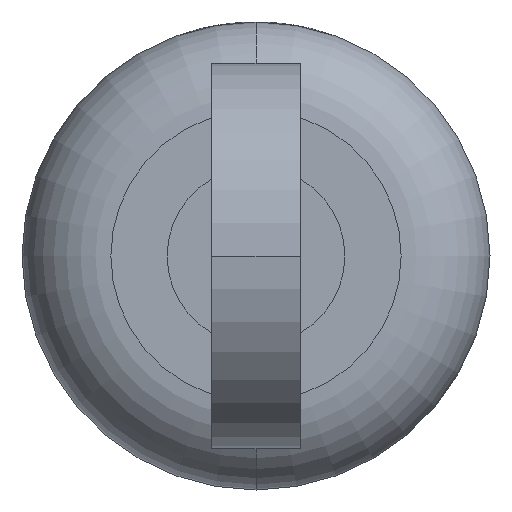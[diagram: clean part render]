
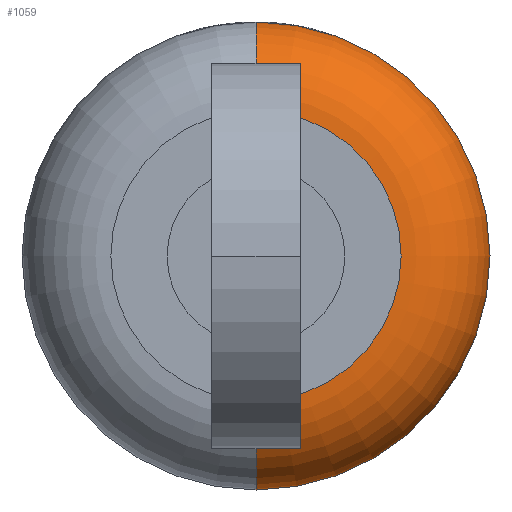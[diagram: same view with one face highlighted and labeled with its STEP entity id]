
A CAD part, front view. The second image highlights one B-rep face of the part: STEP entity #1059.
In plain terms, the highlighted toroidal (fillet/blend) face has major radius 4.9 mm and minor radius 3 mm.
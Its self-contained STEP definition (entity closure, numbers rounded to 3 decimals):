
#18 = ORIENTED_EDGE ( 'NONE', *, *, #1125, .F. ) ;
#21 = CARTESIAN_POINT ( 'NONE',  ( 0., -50., -4.9 ) ) ;
#39 = ORIENTED_EDGE ( 'NONE', *, *, #1111, .T. ) ;
#90 = VERTEX_POINT ( 'NONE', #299 ) ;
#113 = FACE_OUTER_BOUND ( 'NONE', #579, .T. ) ;
#123 = EDGE_CURVE ( 'NONE', #319, #769, #1064, .T. ) ;
#195 = CIRCLE ( 'NONE', #994, 3. ) ;
#268 = ORIENTED_EDGE ( 'NONE', *, *, #123, .T. ) ;
#287 = DIRECTION ( 'NONE',  ( 1., 0., 0. ) ) ;
#293 = ORIENTED_EDGE ( 'NONE', *, *, #827, .F. ) ;
#296 = CARTESIAN_POINT ( 'NONE',  ( 0., -50., 0. ) ) ;
#299 = CARTESIAN_POINT ( 'NONE',  ( 0., -47., 7.9 ) ) ;
#319 = VERTEX_POINT ( 'NONE', #21 ) ;
#356 = TOROIDAL_SURFACE ( 'NONE', #939, 4.9, 3. ) ;
#359 = DIRECTION ( 'NONE',  ( 0., 0., 1. ) ) ;
#369 = CARTESIAN_POINT ( 'NONE',  ( 0., -50., 4.9 ) ) ;
#395 = DIRECTION ( 'NONE',  ( 0., 0., -1. ) ) ;
#407 = DIRECTION ( 'NONE',  ( 0., 1., 0. ) ) ;
#570 = AXIS2_PLACEMENT_3D ( 'NONE', #296, #407, #728 ) ;
#579 = EDGE_LOOP ( 'NONE', ( #39, #268, #18, #293 ) ) ;
#631 = CARTESIAN_POINT ( 'NONE',  ( 0., -47., 0. ) ) ;
#682 = DIRECTION ( 'NONE',  ( 0., 1., 0. ) ) ;
#709 = DIRECTION ( 'NONE',  ( -1., 0., 0. ) ) ;
#728 = DIRECTION ( 'NONE',  ( 0., 0., 1. ) ) ;
#754 = DIRECTION ( 'NONE',  ( 0., 1., 0. ) ) ;
#769 = VERTEX_POINT ( 'NONE', #917 ) ;
#825 = CIRCLE ( 'NONE', #570, 4.9 ) ;
#827 = EDGE_CURVE ( 'NONE', #1245, #90, #195, .T. ) ;
#842 = AXIS2_PLACEMENT_3D ( 'NONE', #1163, #287, #395 ) ;
#917 = CARTESIAN_POINT ( 'NONE',  ( 0., -47., -7.9 ) ) ;
#939 = AXIS2_PLACEMENT_3D ( 'NONE', #631, #754, #359 ) ;
#994 = AXIS2_PLACEMENT_3D ( 'NONE', #1178, #709, #1003 ) ;
#1003 = DIRECTION ( 'NONE',  ( 0., 0., 1. ) ) ;
#1059 = ADVANCED_FACE ( 'NONE', ( #113 ), #356, .T. ) ;
#1064 = CIRCLE ( 'NONE', #842, 3. ) ;
#1095 = CIRCLE ( 'NONE', #1176, 7.9 ) ;
#1111 = EDGE_CURVE ( 'NONE', #1245, #319, #825, .T. ) ;
#1125 = EDGE_CURVE ( 'NONE', #90, #769, #1095, .T. ) ;
#1151 = CARTESIAN_POINT ( 'NONE',  ( 0., -47., 0. ) ) ;
#1163 = CARTESIAN_POINT ( 'NONE',  ( 0., -47., -4.9 ) ) ;
#1176 = AXIS2_PLACEMENT_3D ( 'NONE', #1151, #682, #1240 ) ;
#1178 = CARTESIAN_POINT ( 'NONE',  ( 0., -47., 4.9 ) ) ;
#1240 = DIRECTION ( 'NONE',  ( 0., 0., 1. ) ) ;
#1245 = VERTEX_POINT ( 'NONE', #369 ) ;
